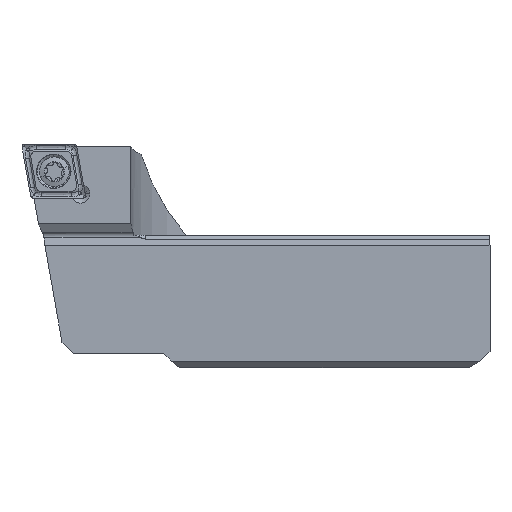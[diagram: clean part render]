
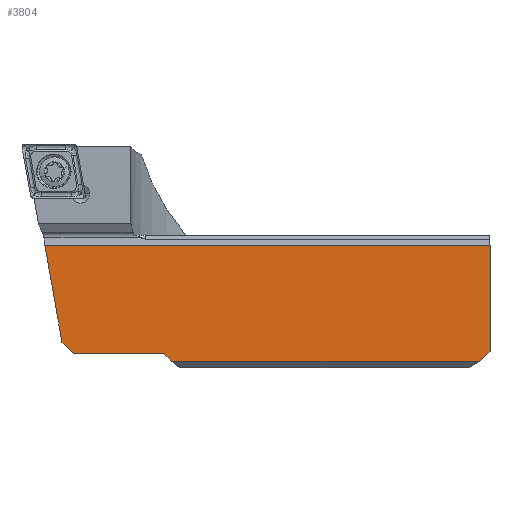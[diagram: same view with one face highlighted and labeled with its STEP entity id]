
A CAD part, top view. The second image highlights one B-rep face of the part: STEP entity #3804.
In plain terms, the highlighted planar face has unit normal (0, 0, 1).
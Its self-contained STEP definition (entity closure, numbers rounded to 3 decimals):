
#210 = PLANE ( 'NONE',  #897 ) ;
#217 = ORIENTED_EDGE ( 'NONE', *, *, #5257, .T. ) ;
#311 = LINE ( 'NONE', #13260, #12929 ) ;
#576 = CARTESIAN_POINT ( 'NONE',  ( 7.052, -34.9, -6.05 ) ) ;
#599 = VECTOR ( 'NONE', #15137, 1000. ) ;
#897 = AXIS2_PLACEMENT_3D ( 'NONE', #1615, #13251, #5084 ) ;
#1242 = VERTEX_POINT ( 'NONE', #9052 ) ;
#1484 = ORIENTED_EDGE ( 'NONE', *, *, #3694, .T. ) ;
#1615 = CARTESIAN_POINT ( 'NONE',  ( 83., -39.9, -6.05 ) ) ;
#2523 = CARTESIAN_POINT ( 'NONE',  ( 25., -36.9, -6.05 ) ) ;
#2656 = LINE ( 'NONE', #10243, #5553 ) ;
#2821 = EDGE_LOOP ( 'NONE', ( #12986, #14058, #6018, #15672, #12863, #217, #4915, #1484 ) ) ;
#2868 = EDGE_CURVE ( 'NONE', #14983, #12896, #7991, .T. ) ;
#3077 = CARTESIAN_POINT ( 'NONE',  ( 81.322, -37.677, -6.05 ) ) ;
#3242 = VERTEX_POINT ( 'NONE', #2523 ) ;
#3694 = EDGE_CURVE ( 'NONE', #6449, #5324, #311, .T. ) ;
#3756 = DIRECTION ( 'NONE',  ( -1., 0., 0. ) ) ;
#3804 = ADVANCED_FACE ( 'NONE', ( #5669 ), #210, .F. ) ;
#4377 = VERTEX_POINT ( 'NONE', #5967 ) ;
#4547 = CARTESIAN_POINT ( 'NONE',  ( 7.405, -36.9, -6.05 ) ) ;
#4621 = VECTOR ( 'NONE', #12496, 1000. ) ;
#4852 = CARTESIAN_POINT ( 'NONE',  ( 6.552, -34.4, -6.05 ) ) ;
#4915 = ORIENTED_EDGE ( 'NONE', *, *, #8429, .T. ) ;
#4944 = B_SPLINE_CURVE_WITH_KNOTS ( 'NONE', 3,
 ( #7796, #3077, #9830, #5525 ),
 .UNSPECIFIED., .F., .F.,
 ( 4, 4 ),
 ( 0.488, 1. ),
 .UNSPECIFIED. ) ;
#4966 = CARTESIAN_POINT ( 'NONE',  ( 82.57, -17.8, -6.05 ) ) ;
#5084 = DIRECTION ( 'NONE',  ( -1., 0., 0. ) ) ;
#5182 = CARTESIAN_POINT ( 'NONE',  ( 82.57, -39.9, -6.05 ) ) ;
#5257 = EDGE_CURVE ( 'NONE', #5494, #4377, #4944, .T. ) ;
#5324 = VERTEX_POINT ( 'NONE', #5585 ) ;
#5363 = DIRECTION ( 'NONE',  ( 0.707, -0.707, 0. ) ) ;
#5438 = DIRECTION ( 'NONE',  ( -0.174, 0.985, 0. ) ) ;
#5494 = VERTEX_POINT ( 'NONE', #7078 ) ;
#5525 = CARTESIAN_POINT ( 'NONE',  ( 82.57, -36.526, -6.05 ) ) ;
#5553 = VECTOR ( 'NONE', #5363, 1000. ) ;
#5585 = CARTESIAN_POINT ( 'NONE',  ( 4.037, -17.8, -6.05 ) ) ;
#5669 = FACE_OUTER_BOUND ( 'NONE', #2821, .T. ) ;
#5734 = LINE ( 'NONE', #12763, #12232 ) ;
#5738 = CARTESIAN_POINT ( 'NONE',  ( 9.052, -36.9, -6.05 ) ) ;
#5967 = CARTESIAN_POINT ( 'NONE',  ( 82.57, -36.526, -6.05 ) ) ;
#6018 = ORIENTED_EDGE ( 'NONE', *, *, #8172, .T. ) ;
#6449 = VERTEX_POINT ( 'NONE', #4966 ) ;
#6934 = LINE ( 'NONE', #4547, #10184 ) ;
#7078 = CARTESIAN_POINT ( 'NONE',  ( 80.696, -38.252, -6.05 ) ) ;
#7109 = LINE ( 'NONE', #13905, #599 ) ;
#7796 = CARTESIAN_POINT ( 'NONE',  ( 80.696, -38.252, -6.05 ) ) ;
#7882 = LINE ( 'NONE', #5182, #4621 ) ;
#7991 = LINE ( 'NONE', #4852, #10882 ) ;
#8172 = EDGE_CURVE ( 'NONE', #14983, #3242, #6934, .T. ) ;
#8429 = EDGE_CURVE ( 'NONE', #4377, #6449, #7882, .T. ) ;
#9052 = CARTESIAN_POINT ( 'NONE',  ( 26.352, -38.252, -6.05 ) ) ;
#9323 = EDGE_CURVE ( 'NONE', #3242, #1242, #2656, .T. ) ;
#9830 = CARTESIAN_POINT ( 'NONE',  ( 81.949, -37.101, -6.05 ) ) ;
#10184 = VECTOR ( 'NONE', #10622, 1000. ) ;
#10243 = CARTESIAN_POINT ( 'NONE',  ( 25., -36.9, -6.05 ) ) ;
#10622 = DIRECTION ( 'NONE',  ( 1., 0., 0. ) ) ;
#10882 = VECTOR ( 'NONE', #15242, 1000. ) ;
#12232 = VECTOR ( 'NONE', #5438, 1000. ) ;
#12432 = EDGE_CURVE ( 'NONE', #12896, #5324, #5734, .T. ) ;
#12496 = DIRECTION ( 'NONE',  ( 0., 1., 0. ) ) ;
#12763 = CARTESIAN_POINT ( 'NONE',  ( 0.215, 3.875, -6.05 ) ) ;
#12863 = ORIENTED_EDGE ( 'NONE', *, *, #15827, .F. ) ;
#12896 = VERTEX_POINT ( 'NONE', #576 ) ;
#12929 = VECTOR ( 'NONE', #3756, 1000. ) ;
#12986 = ORIENTED_EDGE ( 'NONE', *, *, #12432, .F. ) ;
#13251 = DIRECTION ( 'NONE',  ( 0., 0., -1. ) ) ;
#13260 = CARTESIAN_POINT ( 'NONE',  ( 83., -17.8, -6.05 ) ) ;
#13905 = CARTESIAN_POINT ( 'NONE',  ( 83., -38.252, -6.05 ) ) ;
#14058 = ORIENTED_EDGE ( 'NONE', *, *, #2868, .F. ) ;
#14983 = VERTEX_POINT ( 'NONE', #5738 ) ;
#15137 = DIRECTION ( 'NONE',  ( -1., 0., 0. ) ) ;
#15242 = DIRECTION ( 'NONE',  ( -0.707, 0.707, 0. ) ) ;
#15672 = ORIENTED_EDGE ( 'NONE', *, *, #9323, .T. ) ;
#15827 = EDGE_CURVE ( 'NONE', #5494, #1242, #7109, .T. ) ;
